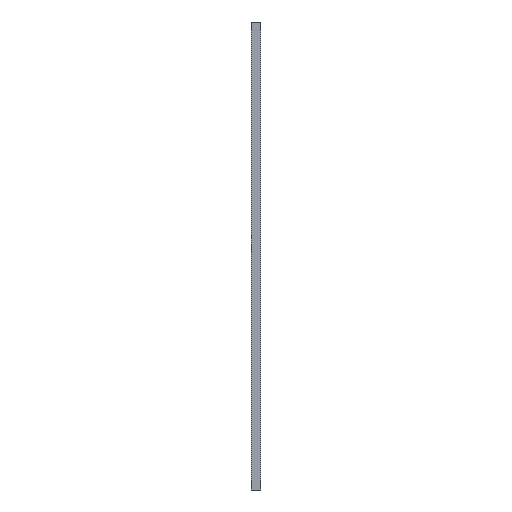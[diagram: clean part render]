
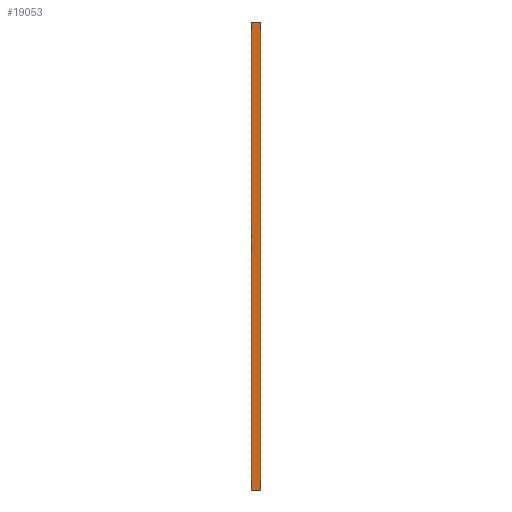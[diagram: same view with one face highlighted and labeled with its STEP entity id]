
A CAD part, left-side view. The second image highlights one B-rep face of the part: STEP entity #19053.
In plain terms, the highlighted planar face has unit normal (-1, 0, 0).
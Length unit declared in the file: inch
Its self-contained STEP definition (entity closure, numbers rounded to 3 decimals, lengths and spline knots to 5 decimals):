
#213 = PLANE ( 'NONE',  #10094 ) ;
#884 = CARTESIAN_POINT ( 'NONE',  ( -3., 0.09, 2.25 ) ) ;
#1266 = VECTOR ( 'NONE', #3283, 39.37008 ) ;
#2166 = CARTESIAN_POINT ( 'NONE',  ( -3., 0.09, 2.25 ) ) ;
#3283 = DIRECTION ( 'NONE',  ( 0., 0., 1. ) ) ;
#3370 = ORIENTED_EDGE ( 'NONE', *, *, #16592, .F. ) ;
#3998 = ORIENTED_EDGE ( 'NONE', *, *, #11483, .T. ) ;
#4072 = ORIENTED_EDGE ( 'NONE', *, *, #6536, .T. ) ;
#4806 = VERTEX_POINT ( 'NONE', #884 ) ;
#5696 = VECTOR ( 'NONE', #8292, 39.37008 ) ;
#6488 = CARTESIAN_POINT ( 'NONE',  ( -3., 0.09, 2.25 ) ) ;
#6536 = EDGE_CURVE ( 'NONE', #8492, #15634, #17974, .T. ) ;
#6649 = DIRECTION ( 'NONE',  ( 1., 0., 0. ) ) ;
#6973 = DIRECTION ( 'NONE',  ( 0., -1., 0. ) ) ;
#7681 = DIRECTION ( 'NONE',  ( 0., -1., 0. ) ) ;
#8292 = DIRECTION ( 'NONE',  ( 0., 0., 1. ) ) ;
#8492 = VERTEX_POINT ( 'NONE', #17886 ) ;
#9070 = VECTOR ( 'NONE', #6973, 39.37008 ) ;
#9583 = VECTOR ( 'NONE', #7681, 39.37008 ) ;
#9759 = EDGE_CURVE ( 'NONE', #8492, #4806, #13941, .T. ) ;
#10094 = AXIS2_PLACEMENT_3D ( 'NONE', #16096, #6649, #17693 ) ;
#10791 = CARTESIAN_POINT ( 'NONE',  ( -3., 0., 2.25 ) ) ;
#10885 = LINE ( 'NONE', #19294, #5696 ) ;
#11483 = EDGE_CURVE ( 'NONE', #15634, #19326, #10885, .T. ) ;
#12398 = FACE_OUTER_BOUND ( 'NONE', #12498, .T. ) ;
#12498 = EDGE_LOOP ( 'NONE', ( #3998, #3370, #12733, #4072 ) ) ;
#12733 = ORIENTED_EDGE ( 'NONE', *, *, #9759, .F. ) ;
#13941 = LINE ( 'NONE', #6488, #1266 ) ;
#13977 = CARTESIAN_POINT ( 'NONE',  ( -3., 0.09, -2.25 ) ) ;
#15015 = CARTESIAN_POINT ( 'NONE',  ( -3., 0., -2.25 ) ) ;
#15634 = VERTEX_POINT ( 'NONE', #15015 ) ;
#16096 = CARTESIAN_POINT ( 'NONE',  ( -3., 0.09, 2.25 ) ) ;
#16592 = EDGE_CURVE ( 'NONE', #4806, #19326, #16947, .T. ) ;
#16947 = LINE ( 'NONE', #2166, #9070 ) ;
#17693 = DIRECTION ( 'NONE',  ( 0., 0., -1. ) ) ;
#17886 = CARTESIAN_POINT ( 'NONE',  ( -3., 0.09, -2.25 ) ) ;
#17974 = LINE ( 'NONE', #13977, #9583 ) ;
#19053 = ADVANCED_FACE ( 'NONE', ( #12398 ), #213, .F. ) ;
#19294 = CARTESIAN_POINT ( 'NONE',  ( -3., 0., 2.25 ) ) ;
#19326 = VERTEX_POINT ( 'NONE', #10791 ) ;
